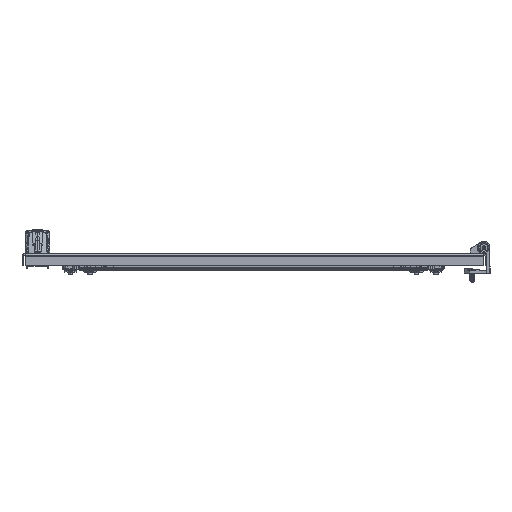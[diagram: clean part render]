
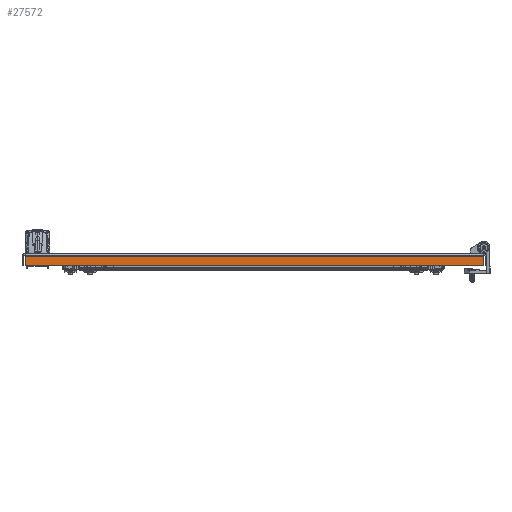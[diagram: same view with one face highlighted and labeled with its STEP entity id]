
A CAD part, front view. The second image highlights one B-rep face of the part: STEP entity #27572.
In plain terms, the highlighted planar face has unit normal (0, -1, 0).
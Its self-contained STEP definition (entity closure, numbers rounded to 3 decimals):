
#5203 = VERTEX_POINT ( 'NONE', #21363 ) ;
#8142 = CARTESIAN_POINT ( 'NONE',  ( -293., -1095., 0. ) ) ;
#9020 = CARTESIAN_POINT ( 'NONE',  ( 0., -1095., 0. ) ) ;
#9764 = EDGE_CURVE ( 'NONE', #5203, #36725, #17462, .T. ) ;
#10466 = ORIENTED_EDGE ( 'NONE', *, *, #78688, .T. ) ;
#11475 = CARTESIAN_POINT ( 'NONE',  ( 295., -1095., -15.8 ) ) ;
#17153 = CARTESIAN_POINT ( 'NONE',  ( 293., -1095., 0. ) ) ;
#17399 = DIRECTION ( 'NONE',  ( 1., 0., 0. ) ) ;
#17462 = LINE ( 'NONE', #11475, #61526 ) ;
#17700 = FACE_OUTER_BOUND ( 'NONE', #43317, .T. ) ;
#20182 = VECTOR ( 'NONE', #53478, 1000. ) ;
#21363 = CARTESIAN_POINT ( 'NONE',  ( 293., -1095., -15.8 ) ) ;
#23256 = PLANE ( 'NONE',  #59307 ) ;
#25953 = DIRECTION ( 'NONE',  ( 0., 0., 1. ) ) ;
#27011 = CARTESIAN_POINT ( 'NONE',  ( 293., -1095., -4. ) ) ;
#27572 = ADVANCED_FACE ( 'NONE', ( #17700 ), #23256, .F. ) ;
#29725 = VERTEX_POINT ( 'NONE', #49306 ) ;
#32301 = LINE ( 'NONE', #17153, #20182 ) ;
#36725 = VERTEX_POINT ( 'NONE', #81243 ) ;
#37745 = ORIENTED_EDGE ( 'NONE', *, *, #65141, .F. ) ;
#38901 = ORIENTED_EDGE ( 'NONE', *, *, #49529, .F. ) ;
#39526 = DIRECTION ( 'NONE',  ( -1., 0., 0. ) ) ;
#43317 = EDGE_LOOP ( 'NONE', ( #10466, #37745, #38901, #59391 ) ) ;
#44070 = VERTEX_POINT ( 'NONE', #27011 ) ;
#49306 = CARTESIAN_POINT ( 'NONE',  ( -293., -1095., -4. ) ) ;
#49529 = EDGE_CURVE ( 'NONE', #36725, #29725, #80317, .T. ) ;
#51323 = DIRECTION ( 'NONE',  ( 0., 1., 0. ) ) ;
#53478 = DIRECTION ( 'NONE',  ( 0., 0., 1. ) ) ;
#59307 = AXIS2_PLACEMENT_3D ( 'NONE', #9020, #51323, #25953 ) ;
#59391 = ORIENTED_EDGE ( 'NONE', *, *, #9764, .F. ) ;
#61526 = VECTOR ( 'NONE', #39526, 1000. ) ;
#65141 = EDGE_CURVE ( 'NONE', #29725, #44070, #80889, .T. ) ;
#66414 = VECTOR ( 'NONE', #78526, 1000. ) ;
#76167 = VECTOR ( 'NONE', #17399, 1000. ) ;
#78526 = DIRECTION ( 'NONE',  ( 0., 0., 1. ) ) ;
#78688 = EDGE_CURVE ( 'NONE', #5203, #44070, #32301, .T. ) ;
#80317 = LINE ( 'NONE', #8142, #66414 ) ;
#80889 = LINE ( 'NONE', #81788, #76167 ) ;
#81243 = CARTESIAN_POINT ( 'NONE',  ( -293., -1095., -15.8 ) ) ;
#81788 = CARTESIAN_POINT ( 'NONE',  ( 0., -1095., -4. ) ) ;
